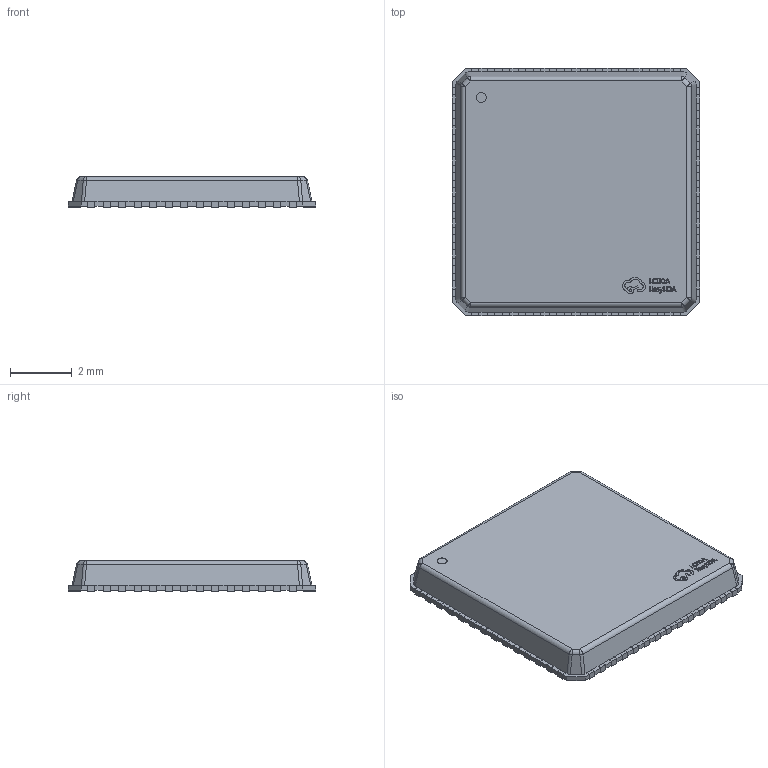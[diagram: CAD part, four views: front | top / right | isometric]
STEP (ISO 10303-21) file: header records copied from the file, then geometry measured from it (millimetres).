
FILE_DESCRIPTION (( 'STEP AP214' ), '1' );
FILE_NAME ('HVQFN-56_L8.0-W8.0-P0.50-TL-EP5.7.step', '2022-07-15T02:31:26', ( '' ), ( '' ), 'SwSTEP 2.0', 'SolidWorks 2020', '' );
FILE_SCHEMA (( 'AUTOMOTIVE_DESIGN' ));
Length unit declared in the file: millimetre
Products named in the file (1): HVQFN-56_L8.0-W8.0-P0.50-TL-EP5.7
Bounding box: 8 x 8 x 1.01 mm (x, y, z)
Volume: 55.5 mm3; surface area: 237 mm2
Topology: 58 solids, 58 shells, 1052 faces, 2588 edges, 1680 vertices
Faces by surface type: plane 763, cylinder 169, bspline 112, sphere 8
Entity records: 43164 total; most frequent: CARTESIAN_POINT 7449, ORIENTED_EDGE 5176, DIRECTION 4564, EDGE_CURVE 2588, LINE 2022, VECTOR 2022, VERTEX_POINT 1680, AXIS2_PLACEMENT_3D 1271
